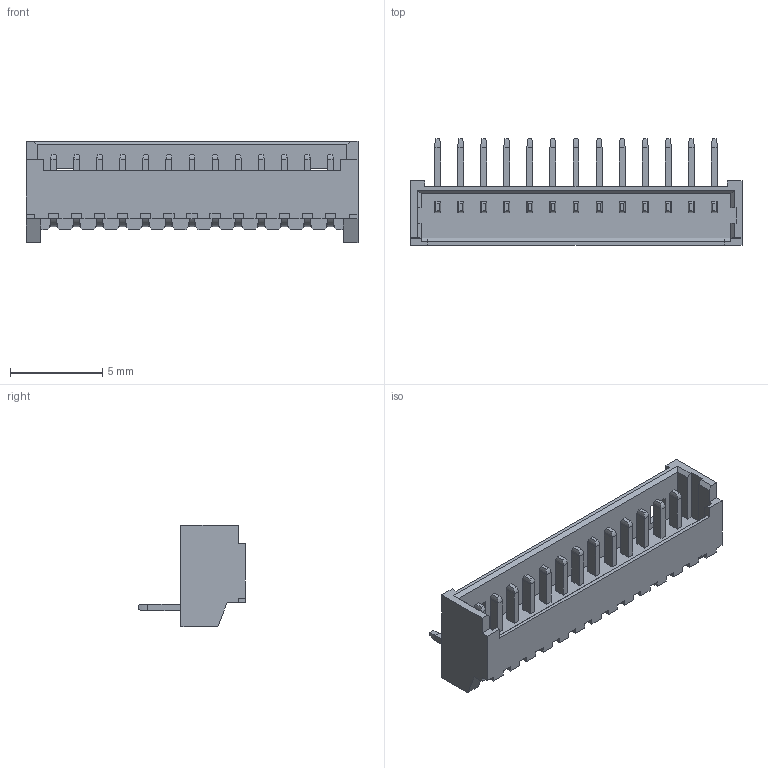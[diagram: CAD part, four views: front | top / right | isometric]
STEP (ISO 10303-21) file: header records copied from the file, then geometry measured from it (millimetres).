
FILE_DESCRIPTION((''),'2;1');
FILE_NAME('530481310','2013-12-04T',('me'),(''),'PRO/ENGINEER BY PARAMETRIC TECHNOLOGY CORPORATION, 2011490','PRO/ENGINEER BY PARAMETRIC TECHNOLOGY CORPORATION, 2011490','');
FILE_SCHEMA(('CONFIG_CONTROL_DESIGN'));
Length unit declared in the file: millimetre
Products named in the file (1): 530481310
Bounding box: 18 x 5.8 x 5.5 mm (x, y, z)
Volume: 131.7 mm3; surface area: 500.8 mm2
Topology: 1 solids, 1 shells, 461 faces, 1204 edges, 758 vertices
Faces by surface type: plane 344, bspline 104, cylinder 13
Entity records: 16334 total; most frequent: CARTESIAN_POINT 5518, ORIENTED_EDGE 2356, DIRECTION 1894, EDGE_CURVE 1178, VECTOR 1022, LINE 1022, VERTEX_POINT 732, EDGE_LOOP 478
